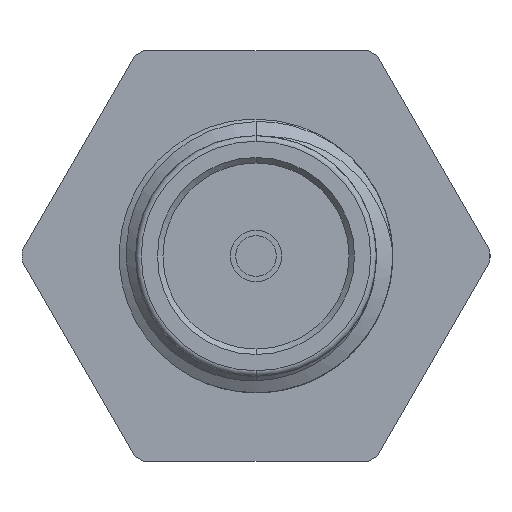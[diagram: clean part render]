
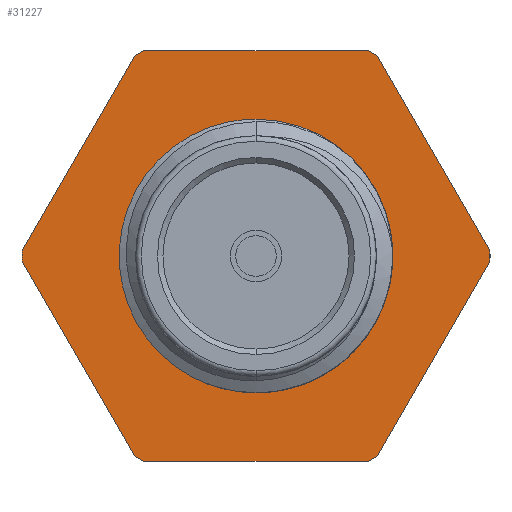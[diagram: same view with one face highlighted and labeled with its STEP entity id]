
A CAD part, left-side view. The second image highlights one B-rep face of the part: STEP entity #31227.
In plain terms, the highlighted planar face has unit normal (-1, 0, 0).
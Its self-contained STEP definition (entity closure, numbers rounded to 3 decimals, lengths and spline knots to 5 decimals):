
#34 = EDGE_CURVE ( 'NONE', #40911, #11719, #13652, .T. ) ;
#616 = DIRECTION ( 'NONE',  ( 0., 0.5, -0.866 ) ) ;
#1329 = VERTEX_POINT ( 'NONE', #68607 ) ;
#2778 = VECTOR ( 'NONE', #64471, 39.37008 ) ;
#3318 = VECTOR ( 'NONE', #52032, 39.37008 ) ;
#3711 = ORIENTED_EDGE ( 'NONE', *, *, #34, .T. ) ;
#3892 = DIRECTION ( 'NONE',  ( 0., 1., 0. ) ) ;
#3914 = VERTEX_POINT ( 'NONE', #4539 ) ;
#3989 = CIRCLE ( 'NONE', #49926, 0.21377 ) ;
#4539 = CARTESIAN_POINT ( 'NONE',  ( 0.3, 0.11104, -0.18267 ) ) ;
#5552 = DIRECTION ( 'NONE',  ( 1., 0., 0. ) ) ;
#5918 = VERTEX_POINT ( 'NONE', #58379 ) ;
#5934 = VERTEX_POINT ( 'NONE', #87763 ) ;
#7715 = VECTOR ( 'NONE', #616, 39.37008 ) ;
#7744 = ORIENTED_EDGE ( 'NONE', *, *, #27640, .F. ) ;
#9299 = CIRCLE ( 'NONE', #43452, 0.21377 ) ;
#10092 = EDGE_CURVE ( 'NONE', #86465, #83812, #84546, .T. ) ;
#10094 = DIRECTION ( 'NONE',  ( 1., 0., 0. ) ) ;
#11719 = VERTEX_POINT ( 'NONE', #72932 ) ;
#13496 = EDGE_CURVE ( 'NONE', #48078, #3914, #35342, .T. ) ;
#13652 = LINE ( 'NONE', #61142, #94663 ) ;
#13942 = ORIENTED_EDGE ( 'NONE', *, *, #43276, .F. ) ;
#14942 = DIRECTION ( 'NONE',  ( 0., 1., 0. ) ) ;
#15316 = CARTESIAN_POINT ( 'NONE',  ( 0.3, 0.10825, 0.1875 ) ) ;
#16013 = ORIENTED_EDGE ( 'NONE', *, *, #35047, .F. ) ;
#16080 = CARTESIAN_POINT ( 'NONE',  ( 0.3, -0.10825, -0.1875 ) ) ;
#17901 = CIRCLE ( 'NONE', #81323, 0.21377 ) ;
#18309 = ORIENTED_EDGE ( 'NONE', *, *, #61023, .F. ) ;
#18807 = EDGE_CURVE ( 'NONE', #88603, #50840, #63779, .T. ) ;
#19109 = CARTESIAN_POINT ( 'NONE',  ( 0.3, -0.21372, 0.00483 ) ) ;
#21137 = ORIENTED_EDGE ( 'NONE', *, *, #57528, .F. ) ;
#22646 = AXIS2_PLACEMENT_3D ( 'NONE', #92534, #48085, #48406 ) ;
#23368 = ORIENTED_EDGE ( 'NONE', *, *, #64140, .F. ) ;
#24361 = CARTESIAN_POINT ( 'NONE',  ( 0.3, 0., 0. ) ) ;
#26466 = VERTEX_POINT ( 'NONE', #29680 ) ;
#26483 = DIRECTION ( 'NONE',  ( 0., 1., 0. ) ) ;
#27018 = FACE_OUTER_BOUND ( 'NONE', #49668, .T. ) ;
#27640 = EDGE_CURVE ( 'NONE', #56250, #3914, #17901, .T. ) ;
#28198 = ORIENTED_EDGE ( 'NONE', *, *, #10092, .T. ) ;
#28669 = CARTESIAN_POINT ( 'NONE',  ( 0.3, -0.10268, 0.1875 ) ) ;
#28992 = DIRECTION ( 'NONE',  ( 0., 1., 0. ) ) ;
#29636 = DIRECTION ( 'NONE',  ( 1., 0., 0. ) ) ;
#29680 = CARTESIAN_POINT ( 'NONE',  ( 0.3, 0.11489, 0. ) ) ;
#30315 = ORIENTED_EDGE ( 'NONE', *, *, #31089, .T. ) ;
#31089 = EDGE_CURVE ( 'NONE', #54953, #36177, #68128, .T. ) ;
#31227 = ADVANCED_FACE ( 'NONE', ( #78453, #27018 ), #54569, .T. ) ;
#31369 = CIRCLE ( 'NONE', #83539, 0.11489 ) ;
#31373 = DIRECTION ( 'NONE',  ( 0., -0.5, 0.866 ) ) ;
#32789 = DIRECTION ( 'NONE',  ( 0., 1., 0. ) ) ;
#33176 = DIRECTION ( 'NONE',  ( -1., 0., 0. ) ) ;
#35047 = EDGE_CURVE ( 'NONE', #48078, #5934, #94376, .T. ) ;
#35342 = LINE ( 'NONE', #65810, #3318 ) ;
#35860 = EDGE_CURVE ( 'NONE', #26466, #5918, #31369, .T. ) ;
#35890 = LINE ( 'NONE', #50994, #2778 ) ;
#36162 = DIRECTION ( 'NONE',  ( 0., 1., 0. ) ) ;
#36177 = VERTEX_POINT ( 'NONE', #45460 ) ;
#37346 = CARTESIAN_POINT ( 'NONE',  ( 0.3, 0.10268, -0.1875 ) ) ;
#39522 = VECTOR ( 'NONE', #26483, 39.37008 ) ;
#40911 = VERTEX_POINT ( 'NONE', #19109 ) ;
#42268 = CARTESIAN_POINT ( 'NONE',  ( 0.3, 0., 0. ) ) ;
#42501 = CARTESIAN_POINT ( 'NONE',  ( 0.3, 0., 0. ) ) ;
#42660 = CARTESIAN_POINT ( 'NONE',  ( 0.3, 0., 0. ) ) ;
#42802 = DIRECTION ( 'NONE',  ( 1., 0., 0. ) ) ;
#43276 = EDGE_CURVE ( 'NONE', #88603, #36177, #3989, .T. ) ;
#43452 = AXIS2_PLACEMENT_3D ( 'NONE', #42501, #42802, #49534 ) ;
#45460 = CARTESIAN_POINT ( 'NONE',  ( 0.3, 0.10268, 0.1875 ) ) ;
#46747 = DIRECTION ( 'NONE',  ( 0., 0.5, 0.866 ) ) ;
#48078 = VERTEX_POINT ( 'NONE', #80391 ) ;
#48085 = DIRECTION ( 'NONE',  ( 1., 0., 0. ) ) ;
#48406 = DIRECTION ( 'NONE',  ( 0., 1., 0. ) ) ;
#48449 = CIRCLE ( 'NONE', #62534, 0.11489 ) ;
#49534 = DIRECTION ( 'NONE',  ( 0., 1., 0. ) ) ;
#49668 = EDGE_LOOP ( 'NONE', ( #13942, #62315, #21137, #16013, #91632, #7744, #91944, #71481, #28198, #18309, #3711, #23368, #30315 ) ) ;
#49926 = AXIS2_PLACEMENT_3D ( 'NONE', #66679, #29636, #14942 ) ;
#50374 = CARTESIAN_POINT ( 'NONE',  ( 0.3, 0.21372, 0.00483 ) ) ;
#50674 = EDGE_CURVE ( 'NONE', #56250, #1329, #35890, .T. ) ;
#50840 = VERTEX_POINT ( 'NONE', #50374 ) ;
#50847 = CARTESIAN_POINT ( 'NONE',  ( 0.3, -0.21372, -0.00483 ) ) ;
#50968 = CARTESIAN_POINT ( 'NONE',  ( 0.3, -0.11104, -0.18267 ) ) ;
#50994 = CARTESIAN_POINT ( 'NONE',  ( 0.3, 0.10825, -0.1875 ) ) ;
#52032 = DIRECTION ( 'NONE',  ( 0., -0.5, -0.866 ) ) ;
#53848 = CARTESIAN_POINT ( 'NONE',  ( 0.3, 0., 0. ) ) ;
#54569 = PLANE ( 'NONE',  #75863 ) ;
#54953 = VERTEX_POINT ( 'NONE', #28669 ) ;
#55081 = ORIENTED_EDGE ( 'NONE', *, *, #72132, .T. ) ;
#56250 = VERTEX_POINT ( 'NONE', #37346 ) ;
#57528 = EDGE_CURVE ( 'NONE', #5934, #50840, #80266, .T. ) ;
#58379 = CARTESIAN_POINT ( 'NONE',  ( 0.3, -0.11489, 0. ) ) ;
#59720 = CIRCLE ( 'NONE', #22646, 0.21377 ) ;
#59928 = EDGE_CURVE ( 'NONE', #86465, #1329, #59720, .T. ) ;
#61023 = EDGE_CURVE ( 'NONE', #40911, #83812, #68794, .T. ) ;
#61142 = CARTESIAN_POINT ( 'NONE',  ( 0.3, -0.21651, 0. ) ) ;
#62315 = ORIENTED_EDGE ( 'NONE', *, *, #18807, .T. ) ;
#62534 = AXIS2_PLACEMENT_3D ( 'NONE', #71473, #70846, #85196 ) ;
#63779 = LINE ( 'NONE', #15316, #7715 ) ;
#64140 = EDGE_CURVE ( 'NONE', #54953, #11719, #9299, .T. ) ;
#64269 = AXIS2_PLACEMENT_3D ( 'NONE', #24361, #76428, #3892 ) ;
#64471 = DIRECTION ( 'NONE',  ( 0., -1., 0. ) ) ;
#65810 = CARTESIAN_POINT ( 'NONE',  ( 0.3, 0.21651, 0. ) ) ;
#66679 = CARTESIAN_POINT ( 'NONE',  ( 0.3, 0., 0. ) ) ;
#66710 = AXIS2_PLACEMENT_3D ( 'NONE', #53848, #10094, #32789 ) ;
#68128 = LINE ( 'NONE', #92616, #39522 ) ;
#68607 = CARTESIAN_POINT ( 'NONE',  ( 0.3, -0.10268, -0.1875 ) ) ;
#68794 = CIRCLE ( 'NONE', #66710, 0.21377 ) ;
#70846 = DIRECTION ( 'NONE',  ( 1., 0., 0. ) ) ;
#71473 = CARTESIAN_POINT ( 'NONE',  ( 0.3, 0., 0. ) ) ;
#71481 = ORIENTED_EDGE ( 'NONE', *, *, #59928, .F. ) ;
#72132 = EDGE_CURVE ( 'NONE', #5918, #26466, #48449, .T. ) ;
#72772 = DIRECTION ( 'NONE',  ( 1., 0., 0. ) ) ;
#72932 = CARTESIAN_POINT ( 'NONE',  ( 0.3, -0.11104, 0.18267 ) ) ;
#74004 = AXIS2_PLACEMENT_3D ( 'NONE', #86191, #72772, #28992 ) ;
#75863 = AXIS2_PLACEMENT_3D ( 'NONE', #91959, #33176, #91317 ) ;
#76428 = DIRECTION ( 'NONE',  ( 1., 0., 0. ) ) ;
#78453 = FACE_BOUND ( 'NONE', #85145, .T. ) ;
#79339 = CARTESIAN_POINT ( 'NONE',  ( 0.3, 0.11104, 0.18267 ) ) ;
#80266 = CIRCLE ( 'NONE', #74004, 0.21377 ) ;
#80391 = CARTESIAN_POINT ( 'NONE',  ( 0.3, 0.21372, -0.00483 ) ) ;
#81323 = AXIS2_PLACEMENT_3D ( 'NONE', #42268, #5552, #36162 ) ;
#82008 = ORIENTED_EDGE ( 'NONE', *, *, #35860, .T. ) ;
#83539 = AXIS2_PLACEMENT_3D ( 'NONE', #42660, #87048, #93808 ) ;
#83812 = VERTEX_POINT ( 'NONE', #50847 ) ;
#84546 = LINE ( 'NONE', #16080, #86817 ) ;
#85145 = EDGE_LOOP ( 'NONE', ( #55081, #82008 ) ) ;
#85196 = DIRECTION ( 'NONE',  ( 0., -1., 0. ) ) ;
#86191 = CARTESIAN_POINT ( 'NONE',  ( 0.3, 0., 0. ) ) ;
#86465 = VERTEX_POINT ( 'NONE', #50968 ) ;
#86817 = VECTOR ( 'NONE', #31373, 39.37008 ) ;
#87048 = DIRECTION ( 'NONE',  ( 1., 0., 0. ) ) ;
#87763 = CARTESIAN_POINT ( 'NONE',  ( 0.3, 0.21377, 0. ) ) ;
#88603 = VERTEX_POINT ( 'NONE', #79339 ) ;
#91317 = DIRECTION ( 'NONE',  ( 0., -1., 0. ) ) ;
#91632 = ORIENTED_EDGE ( 'NONE', *, *, #13496, .T. ) ;
#91944 = ORIENTED_EDGE ( 'NONE', *, *, #50674, .T. ) ;
#91959 = CARTESIAN_POINT ( 'NONE',  ( 0.3, 0.125, 0. ) ) ;
#92534 = CARTESIAN_POINT ( 'NONE',  ( 0.3, 0., 0. ) ) ;
#92616 = CARTESIAN_POINT ( 'NONE',  ( 0.3, -0.10825, 0.1875 ) ) ;
#93808 = DIRECTION ( 'NONE',  ( 0., -1., 0. ) ) ;
#94376 = CIRCLE ( 'NONE', #64269, 0.21377 ) ;
#94663 = VECTOR ( 'NONE', #46747, 39.37008 ) ;
